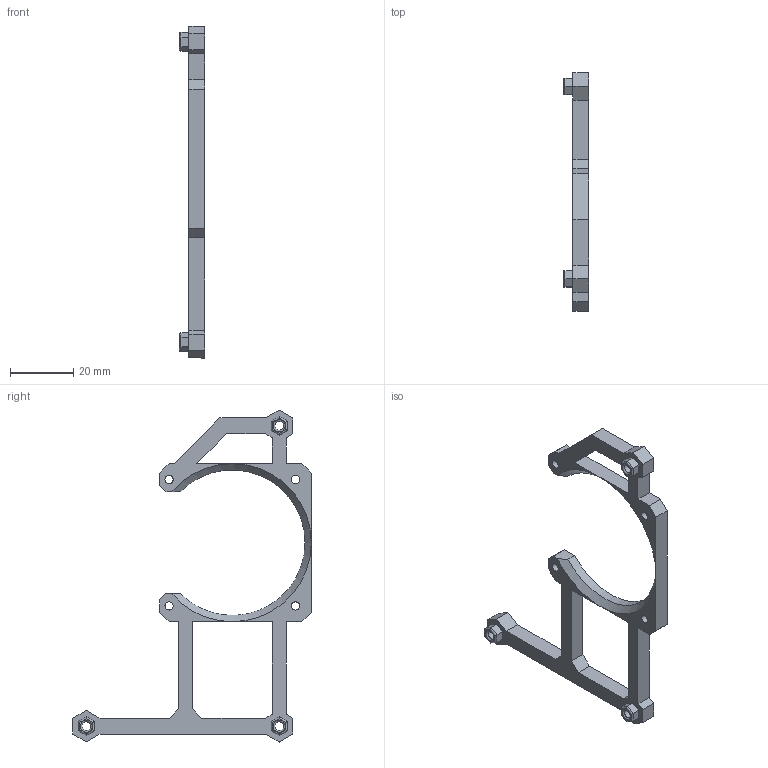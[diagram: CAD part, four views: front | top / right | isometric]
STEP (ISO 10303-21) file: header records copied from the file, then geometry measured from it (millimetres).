
FILE_DESCRIPTION(/* description */ (''),/* implementation_level */ '2;1');
FILE_NAME(/* name */ 'Einsy Base Fan Holder v1.1.step',/* time_stamp */ '2023-10-25T17:25:39+02:00',/* author */ (''),/* organization */ (''),/* preprocessor_version */ 'ST-DEVELOPER v20',/* originating_system */ 'Autodesk Translation Framework v12.14.0.127',/* authorisation */ '');
FILE_SCHEMA (('AUTOMOTIVE_DESIGN { 1 0 10303 214 3 1 1 }'));
Length unit declared in the file: millimetre
Products named in the file (2): Part Modifications; Einsy Base Fan Holder v1.1
Assembly tree (1 placements, depth 2):
  Part Modifications
    Einsy Base Fan Holder v1.1
Bounding box: 8 x 75.5 x 105 mm (x, y, z)
Volume: 7492.7 mm3; surface area: 6492.2 mm2
Topology: 1 solids, 1 shells, 113 faces, 293 edges, 187 vertices
Faces by surface type: plane 75, cylinder 30, cone 5, torus 3
Full cylindrical faces by diameter (mm): 2.6 x4, 2.8 x7
Entity records: 3493 total; most frequent: CARTESIAN_POINT 600, ORIENTED_EDGE 586, DIRECTION 582, EDGE_CURVE 293, LINE 232, VECTOR 232, VERTEX_POINT 187, AXIS2_PLACEMENT_3D 175
